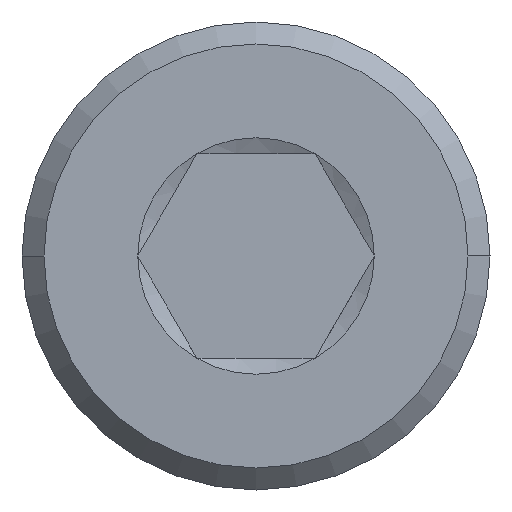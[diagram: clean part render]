
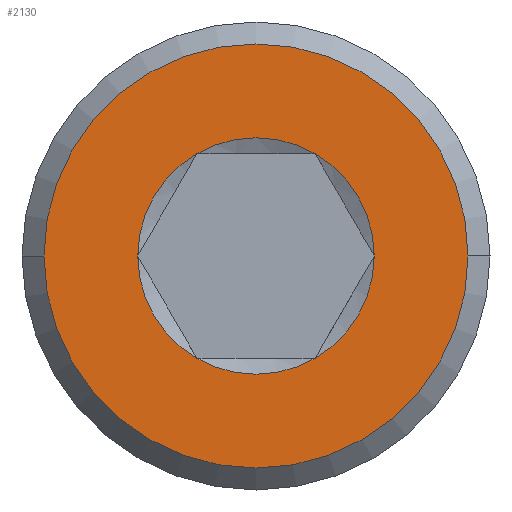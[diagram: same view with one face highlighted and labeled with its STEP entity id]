
A CAD part, left-side view. The second image highlights one B-rep face of the part: STEP entity #2130.
In plain terms, the highlighted planar face has unit normal (-1, 0, 0).
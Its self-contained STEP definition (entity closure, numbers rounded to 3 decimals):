
#136 = AXIS2_PLACEMENT_3D ( 'NONE', #1746, #2257, #5326 ) ;
#221 = EDGE_CURVE ( 'NONE', #2576, #2015, #1596, .T. ) ;
#270 = AXIS2_PLACEMENT_3D ( 'NONE', #2242, #2262, #4055 ) ;
#323 = DIRECTION ( 'NONE',  ( -1., 0., 0. ) ) ;
#379 = AXIS2_PLACEMENT_3D ( 'NONE', #4715, #2022, #5172 ) ;
#391 = VERTEX_POINT ( 'NONE', #1529 ) ;
#407 = CARTESIAN_POINT ( 'NONE',  ( -26., -7.25, 0. ) ) ;
#670 = DIRECTION ( 'NONE',  ( 0., -1., 0. ) ) ;
#721 = ORIENTED_EDGE ( 'NONE', *, *, #4777, .F. ) ;
#1044 = CARTESIAN_POINT ( 'NONE',  ( -26., 0., 0. ) ) ;
#1074 = FACE_OUTER_BOUND ( 'NONE', #1982, .T. ) ;
#1079 = CIRCLE ( 'NONE', #270, 7.25 ) ;
#1146 = ORIENTED_EDGE ( 'NONE', *, *, #3296, .F. ) ;
#1197 = CIRCLE ( 'NONE', #379, 7.25 ) ;
#1298 = CIRCLE ( 'NONE', #5508, 4.041 ) ;
#1420 = VERTEX_POINT ( 'NONE', #407 ) ;
#1529 = CARTESIAN_POINT ( 'NONE',  ( -26., -2.021, -3.5 ) ) ;
#1596 = CIRCLE ( 'NONE', #3901, 4.041 ) ;
#1635 = CIRCLE ( 'NONE', #5574, 4.041 ) ;
#1664 = DIRECTION ( 'NONE',  ( 0., -1., 0. ) ) ;
#1746 = CARTESIAN_POINT ( 'NONE',  ( -26., 0., 0. ) ) ;
#1868 = CARTESIAN_POINT ( 'NONE',  ( -26., 7.25, 0. ) ) ;
#1966 = VERTEX_POINT ( 'NONE', #5637 ) ;
#1982 = EDGE_LOOP ( 'NONE', ( #3441, #1146 ) ) ;
#2015 = VERTEX_POINT ( 'NONE', #3407 ) ;
#2022 = DIRECTION ( 'NONE',  ( 1., 0., 0. ) ) ;
#2077 = EDGE_CURVE ( 'NONE', #2874, #1420, #1197, .T. ) ;
#2130 = ADVANCED_FACE ( 'NONE', ( #5136, #1074 ), #5265, .T. ) ;
#2189 = EDGE_CURVE ( 'NONE', #2015, #3809, #4567, .T. ) ;
#2222 = DIRECTION ( 'NONE',  ( -1., 0., 0. ) ) ;
#2242 = CARTESIAN_POINT ( 'NONE',  ( -26., 0., 0. ) ) ;
#2257 = DIRECTION ( 'NONE',  ( -1., 0., 0. ) ) ;
#2262 = DIRECTION ( 'NONE',  ( 1., 0., 0. ) ) ;
#2385 = EDGE_CURVE ( 'NONE', #391, #3926, #4334, .T. ) ;
#2574 = DIRECTION ( 'NONE',  ( -1., 0., 0. ) ) ;
#2576 = VERTEX_POINT ( 'NONE', #4888 ) ;
#2621 = EDGE_LOOP ( 'NONE', ( #3307, #3234, #721, #3969, #3505, #5463 ) ) ;
#2695 = CARTESIAN_POINT ( 'NONE',  ( -26., -4.041, 0. ) ) ;
#2874 = VERTEX_POINT ( 'NONE', #1868 ) ;
#3234 = ORIENTED_EDGE ( 'NONE', *, *, #2385, .F. ) ;
#3296 = EDGE_CURVE ( 'NONE', #1420, #2874, #1079, .T. ) ;
#3307 = ORIENTED_EDGE ( 'NONE', *, *, #5521, .F. ) ;
#3378 = CARTESIAN_POINT ( 'NONE',  ( -26., 0., 0. ) ) ;
#3407 = CARTESIAN_POINT ( 'NONE',  ( -26., 4.041, 0. ) ) ;
#3441 = ORIENTED_EDGE ( 'NONE', *, *, #2077, .F. ) ;
#3505 = ORIENTED_EDGE ( 'NONE', *, *, #221, .F. ) ;
#3724 = DIRECTION ( 'NONE',  ( -1., 0., 0. ) ) ;
#3809 = VERTEX_POINT ( 'NONE', #4355 ) ;
#3901 = AXIS2_PLACEMENT_3D ( 'NONE', #1044, #3724, #4143 ) ;
#3924 = DIRECTION ( 'NONE',  ( 0., -1., 0. ) ) ;
#3926 = VERTEX_POINT ( 'NONE', #2695 ) ;
#3969 = ORIENTED_EDGE ( 'NONE', *, *, #2189, .F. ) ;
#3998 = EDGE_CURVE ( 'NONE', #1966, #2576, #1298, .T. ) ;
#4055 = DIRECTION ( 'NONE',  ( 0., 1., 0. ) ) ;
#4143 = DIRECTION ( 'NONE',  ( 0., -1., 0. ) ) ;
#4334 = CIRCLE ( 'NONE', #4365, 4.041 ) ;
#4349 = CARTESIAN_POINT ( 'NONE',  ( -26., 0., 0. ) ) ;
#4355 = CARTESIAN_POINT ( 'NONE',  ( -26., 2.021, -3.5 ) ) ;
#4365 = AXIS2_PLACEMENT_3D ( 'NONE', #4349, #5692, #1664 ) ;
#4451 = AXIS2_PLACEMENT_3D ( 'NONE', #5669, #323, #3924 ) ;
#4567 = CIRCLE ( 'NONE', #4451, 4.041 ) ;
#4709 = DIRECTION ( 'NONE',  ( -1., 0., 0. ) ) ;
#4715 = CARTESIAN_POINT ( 'NONE',  ( -26., 0., 0. ) ) ;
#4777 = EDGE_CURVE ( 'NONE', #3809, #391, #1635, .T. ) ;
#4848 = CARTESIAN_POINT ( 'NONE',  ( -26., 7.25, 0. ) ) ;
#4874 = CARTESIAN_POINT ( 'NONE',  ( -26., 0., 0. ) ) ;
#4888 = CARTESIAN_POINT ( 'NONE',  ( -26., 2.021, 3.5 ) ) ;
#5075 = AXIS2_PLACEMENT_3D ( 'NONE', #4848, #2574, #5303 ) ;
#5136 = FACE_BOUND ( 'NONE', #2621, .T. ) ;
#5172 = DIRECTION ( 'NONE',  ( 0., 1., 0. ) ) ;
#5265 = PLANE ( 'NONE',  #5075 ) ;
#5303 = DIRECTION ( 'NONE',  ( 0., -1., 0. ) ) ;
#5326 = DIRECTION ( 'NONE',  ( 0., -1., 0. ) ) ;
#5342 = CIRCLE ( 'NONE', #136, 4.041 ) ;
#5371 = DIRECTION ( 'NONE',  ( 0., -1., 0. ) ) ;
#5463 = ORIENTED_EDGE ( 'NONE', *, *, #3998, .F. ) ;
#5508 = AXIS2_PLACEMENT_3D ( 'NONE', #4874, #2222, #5371 ) ;
#5521 = EDGE_CURVE ( 'NONE', #3926, #1966, #5342, .T. ) ;
#5574 = AXIS2_PLACEMENT_3D ( 'NONE', #3378, #4709, #670 ) ;
#5637 = CARTESIAN_POINT ( 'NONE',  ( -26., -2.021, 3.5 ) ) ;
#5669 = CARTESIAN_POINT ( 'NONE',  ( -26., 0., 0. ) ) ;
#5692 = DIRECTION ( 'NONE',  ( -1., 0., 0. ) ) ;
